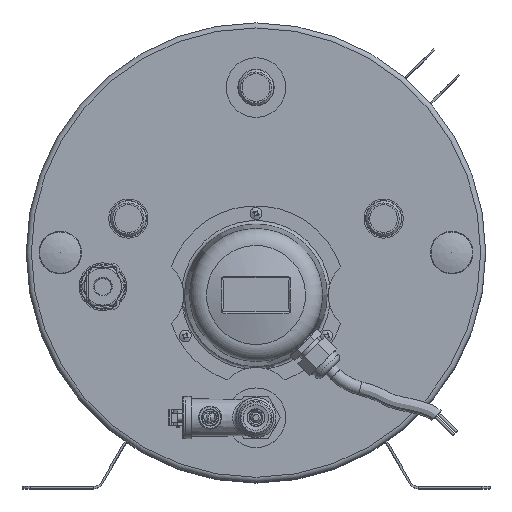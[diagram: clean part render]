
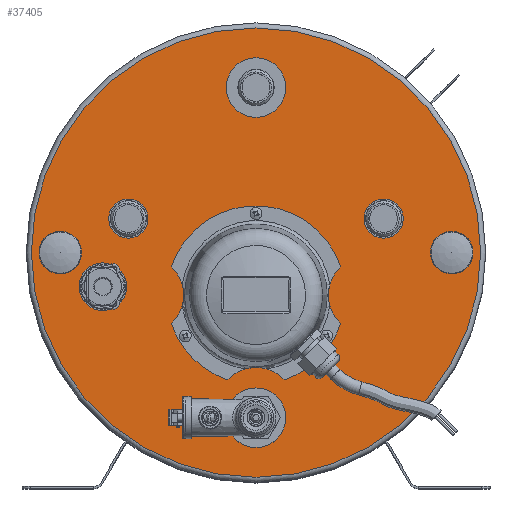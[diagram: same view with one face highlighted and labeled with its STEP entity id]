
A CAD part, top view. The second image highlights one B-rep face of the part: STEP entity #37405.
In plain terms, the highlighted face is planar.
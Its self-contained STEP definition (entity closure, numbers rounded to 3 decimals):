
#198 = CARTESIAN_POINT ( 'NONE',  ( -115., 25., 8.5 ) ) ;
#314 = FACE_BOUND ( 'NONE', #41569, .T. ) ;
#324 = ORIENTED_EDGE ( 'NONE', *, *, #13505, .F. ) ;
#503 = EDGE_CURVE ( 'NONE', #24429, #24429, #29903, .T. ) ;
#1192 = VERTEX_POINT ( 'NONE', #20516 ) ;
#1459 = AXIS2_PLACEMENT_3D ( 'NONE', #26662, #26242, #10514 ) ;
#1633 = EDGE_LOOP ( 'NONE', ( #35613 ) ) ;
#1833 = DIRECTION ( 'NONE',  ( 0., 1., 0. ) ) ;
#2973 = EDGE_LOOP ( 'NONE', ( #29084 ) ) ;
#3527 = EDGE_LOOP ( 'NONE', ( #29370 ) ) ;
#4119 = VERTEX_POINT ( 'NONE', #10141 ) ;
#4166 = DIRECTION ( 'NONE',  ( 0., 0., 1. ) ) ;
#4204 = EDGE_LOOP ( 'NONE', ( #38454 ) ) ;
#4646 = DIRECTION ( 'NONE',  ( 0., 0., 1. ) ) ;
#5713 = CARTESIAN_POINT ( 'NONE',  ( -90., 25., 20. ) ) ;
#5960 = VERTEX_POINT ( 'NONE', #8750 ) ;
#6310 = EDGE_CURVE ( 'NONE', #5960, #5960, #30386, .T. ) ;
#6701 = EDGE_CURVE ( 'NONE', #38407, #38407, #15296, .T. ) ;
#6712 = DIRECTION ( 'NONE',  ( 0., 0., 1. ) ) ;
#6971 = DIRECTION ( 'NONE',  ( 0., 1., 0. ) ) ;
#8543 = EDGE_LOOP ( 'NONE', ( #35280 ) ) ;
#8589 = AXIS2_PLACEMENT_3D ( 'NONE', #34342, #21203, #33131 ) ;
#8750 = CARTESIAN_POINT ( 'NONE',  ( -90., 25., 34. ) ) ;
#9582 = DIRECTION ( 'NONE',  ( 0., 0., 1. ) ) ;
#10141 = CARTESIAN_POINT ( 'NONE',  ( 0., 25., 65.5 ) ) ;
#10182 = FACE_BOUND ( 'NONE', #8543, .T. ) ;
#10479 = VERTEX_POINT ( 'NONE', #30467 ) ;
#10514 = DIRECTION ( 'NONE',  ( 0., 0., 1. ) ) ;
#10861 = EDGE_LOOP ( 'NONE', ( #324 ) ) ;
#11009 = DIRECTION ( 'NONE',  ( 0., 1., 0. ) ) ;
#11044 = VERTEX_POINT ( 'NONE', #27195 ) ;
#11720 = CARTESIAN_POINT ( 'NONE',  ( 0., 25., 25. ) ) ;
#11757 = CIRCLE ( 'NONE', #22024, 8.5 ) ;
#12556 = DIRECTION ( 'NONE',  ( 0., 1., 0. ) ) ;
#12561 = AXIS2_PLACEMENT_3D ( 'NONE', #41804, #1833, #18339 ) ;
#12677 = VERTEX_POINT ( 'NONE', #35057 ) ;
#13200 = ORIENTED_EDGE ( 'NONE', *, *, #13979, .F. ) ;
#13505 = EDGE_CURVE ( 'NONE', #1192, #1192, #31334, .T. ) ;
#13979 = EDGE_CURVE ( 'NONE', #11044, #11044, #33986, .T. ) ;
#13990 = DIRECTION ( 'NONE',  ( 0., 1., 0. ) ) ;
#14494 = CIRCLE ( 'NONE', #1459, 11.5 ) ;
#15077 = DIRECTION ( 'NONE',  ( 0., 1., 0. ) ) ;
#15296 = CIRCLE ( 'NONE', #12561, 132. ) ;
#15497 = DIRECTION ( 'NONE',  ( 0., 0., 1. ) ) ;
#16228 = AXIS2_PLACEMENT_3D ( 'NONE', #30164, #11009, #4166 ) ;
#16306 = VERTEX_POINT ( 'NONE', #198 ) ;
#17200 = CARTESIAN_POINT ( 'NONE',  ( 115., 25., 0. ) ) ;
#17254 = FACE_BOUND ( 'NONE', #1633, .T. ) ;
#18041 = EDGE_CURVE ( 'NONE', #4119, #4119, #40933, .T. ) ;
#18339 = DIRECTION ( 'NONE',  ( -1., 0., 0. ) ) ;
#18710 = AXIS2_PLACEMENT_3D ( 'NONE', #27162, #6971, #40274 ) ;
#20268 = FACE_BOUND ( 'NONE', #4204, .T. ) ;
#20380 = EDGE_LOOP ( 'NONE', ( #36469 ) ) ;
#20516 = CARTESIAN_POINT ( 'NONE',  ( -75., 25., -8.5 ) ) ;
#21203 = DIRECTION ( 'NONE',  ( 0., 1., 0. ) ) ;
#22024 = AXIS2_PLACEMENT_3D ( 'NONE', #17200, #13990, #6712 ) ;
#22373 = AXIS2_PLACEMENT_3D ( 'NONE', #11720, #24400, #4646 ) ;
#22459 = DIRECTION ( 'NONE',  ( 0., 1., 0. ) ) ;
#24400 = DIRECTION ( 'NONE',  ( 0., 1., 0. ) ) ;
#24429 = VERTEX_POINT ( 'NONE', #40562 ) ;
#25384 = CARTESIAN_POINT ( 'NONE',  ( -115., 25., 0. ) ) ;
#25424 = ORIENTED_EDGE ( 'NONE', *, *, #503, .F. ) ;
#25713 = CARTESIAN_POINT ( 'NONE',  ( -132., 25., 0. ) ) ;
#26228 = CIRCLE ( 'NONE', #28978, 8.5 ) ;
#26242 = DIRECTION ( 'NONE',  ( 0., 1., 0. ) ) ;
#26662 = CARTESIAN_POINT ( 'NONE',  ( 75., 25., -20. ) ) ;
#27162 = CARTESIAN_POINT ( 'NONE',  ( 0., 25., 0. ) ) ;
#27195 = CARTESIAN_POINT ( 'NONE',  ( 0., 25., -85.5 ) ) ;
#28305 = CARTESIAN_POINT ( 'NONE',  ( 0., 25., 97. ) ) ;
#28978 = AXIS2_PLACEMENT_3D ( 'NONE', #25384, #15077, #15497 ) ;
#29084 = ORIENTED_EDGE ( 'NONE', *, *, #32059, .F. ) ;
#29370 = ORIENTED_EDGE ( 'NONE', *, *, #18041, .F. ) ;
#29903 = CIRCLE ( 'NONE', #37497, 11.5 ) ;
#30164 = CARTESIAN_POINT ( 'NONE',  ( 0., 25., -97. ) ) ;
#30371 = FACE_OUTER_BOUND ( 'NONE', #20380, .T. ) ;
#30386 = CIRCLE ( 'NONE', #41390, 14. ) ;
#30467 = CARTESIAN_POINT ( 'NONE',  ( 75., 25., -8.5 ) ) ;
#31334 = CIRCLE ( 'NONE', #8589, 11.5 ) ;
#32059 = EDGE_CURVE ( 'NONE', #12677, #12677, #11757, .T. ) ;
#33131 = DIRECTION ( 'NONE',  ( 0., 0., 1. ) ) ;
#33407 = PLANE ( 'NONE',  #18710 ) ;
#33616 = FACE_BOUND ( 'NONE', #2973, .T. ) ;
#33986 = CIRCLE ( 'NONE', #16228, 11.5 ) ;
#34342 = CARTESIAN_POINT ( 'NONE',  ( -75., 25., -20. ) ) ;
#34938 = DIRECTION ( 'NONE',  ( 0., 0., 1. ) ) ;
#35057 = CARTESIAN_POINT ( 'NONE',  ( 115., 25., 8.5 ) ) ;
#35122 = EDGE_CURVE ( 'NONE', #16306, #16306, #26228, .T. ) ;
#35280 = ORIENTED_EDGE ( 'NONE', *, *, #35122, .F. ) ;
#35613 = ORIENTED_EDGE ( 'NONE', *, *, #6310, .F. ) ;
#36469 = ORIENTED_EDGE ( 'NONE', *, *, #6701, .T. ) ;
#36808 = EDGE_LOOP ( 'NONE', ( #13200 ) ) ;
#36844 = FACE_BOUND ( 'NONE', #10861, .T. ) ;
#37054 = FACE_BOUND ( 'NONE', #36808, .T. ) ;
#37405 = ADVANCED_FACE ( 'NONE', ( #314, #37054, #39650, #10182, #33616, #20268, #36844, #17254, #30371 ), #33407, .T. ) ;
#37497 = AXIS2_PLACEMENT_3D ( 'NONE', #28305, #22459, #9582 ) ;
#38407 = VERTEX_POINT ( 'NONE', #25713 ) ;
#38454 = ORIENTED_EDGE ( 'NONE', *, *, #40945, .F. ) ;
#39650 = FACE_BOUND ( 'NONE', #3527, .T. ) ;
#40274 = DIRECTION ( 'NONE',  ( 1., 0., 0. ) ) ;
#40562 = CARTESIAN_POINT ( 'NONE',  ( 0., 25., 108.5 ) ) ;
#40933 = CIRCLE ( 'NONE', #22373, 40.5 ) ;
#40945 = EDGE_CURVE ( 'NONE', #10479, #10479, #14494, .T. ) ;
#41390 = AXIS2_PLACEMENT_3D ( 'NONE', #5713, #12556, #34938 ) ;
#41569 = EDGE_LOOP ( 'NONE', ( #25424 ) ) ;
#41804 = CARTESIAN_POINT ( 'NONE',  ( 0., 25., 0. ) ) ;
